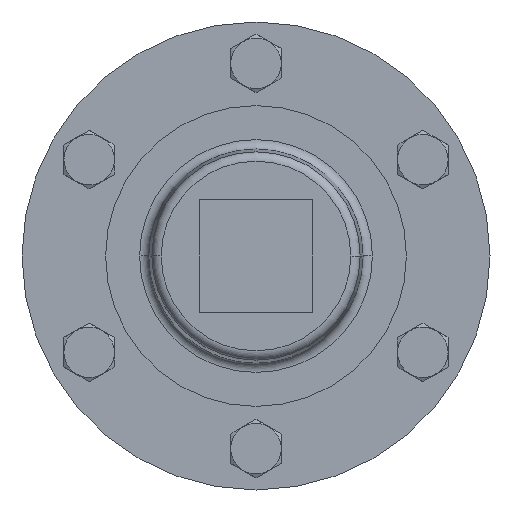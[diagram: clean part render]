
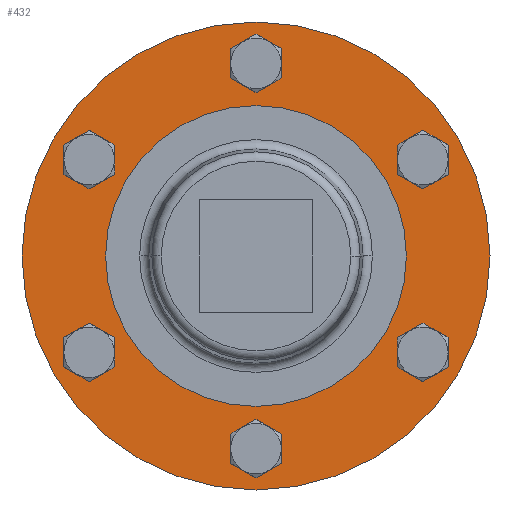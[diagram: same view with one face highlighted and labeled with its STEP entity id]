
A CAD part, left-side view. The second image highlights one B-rep face of the part: STEP entity #432.
In plain terms, the highlighted planar face has unit normal (-1, 0, 0).
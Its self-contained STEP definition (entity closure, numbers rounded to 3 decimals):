
#263=CARTESIAN_POINT('Vertex',(0.,124.5,0.)) ;
#266=CARTESIAN_POINT('Axis2P3D Location',(0.,0.,0.)) ;
#270=CARTESIAN_POINT('Vertex',(0.,-124.5,0.)) ;
#285=CARTESIAN_POINT('Axis2P3D Location',(0.,0.,0.)) ;
#297=CARTESIAN_POINT('Axis2P3D Location',(0.,0.,0.)) ;
#306=CARTESIAN_POINT('Axis2P3D Location',(0.,0.,0.)) ;
#310=CARTESIAN_POINT('Vertex',(0.,-80.,0.)) ;
#312=CARTESIAN_POINT('Vertex',(0.,80.,0.)) ;
#315=CARTESIAN_POINT('Axis2P3D Location',(0.,0.,0.)) ;
#324=CARTESIAN_POINT('Axis2P3D Location',(0.,0.,102.5)) ;
#328=CARTESIAN_POINT('Vertex',(0.,9.25,102.5)) ;
#330=CARTESIAN_POINT('Vertex',(0.,-9.25,102.5)) ;
#333=CARTESIAN_POINT('Axis2P3D Location',(0.,0.,102.5)) ;
#342=CARTESIAN_POINT('Axis2P3D Location',(0.,-88.768,51.25)) ;
#346=CARTESIAN_POINT('Vertex',(0.,-84.143,59.261)) ;
#348=CARTESIAN_POINT('Vertex',(0.,-93.393,43.239)) ;
#351=CARTESIAN_POINT('Axis2P3D Location',(0.,-88.768,51.25)) ;
#360=CARTESIAN_POINT('Axis2P3D Location',(0.,-88.768,-51.25)) ;
#364=CARTESIAN_POINT('Vertex',(0.,-93.393,-43.239)) ;
#366=CARTESIAN_POINT('Vertex',(0.,-84.143,-59.261)) ;
#369=CARTESIAN_POINT('Axis2P3D Location',(0.,-88.768,-51.25)) ;
#378=CARTESIAN_POINT('Axis2P3D Location',(0.,0.,-102.5)) ;
#382=CARTESIAN_POINT('Vertex',(0.,-9.25,-102.5)) ;
#384=CARTESIAN_POINT('Vertex',(0.,9.25,-102.5)) ;
#387=CARTESIAN_POINT('Axis2P3D Location',(0.,0.,-102.5)) ;
#396=CARTESIAN_POINT('Axis2P3D Location',(0.,88.768,-51.25)) ;
#400=CARTESIAN_POINT('Vertex',(0.,84.143,-59.261)) ;
#402=CARTESIAN_POINT('Vertex',(0.,93.393,-43.239)) ;
#405=CARTESIAN_POINT('Axis2P3D Location',(0.,88.768,-51.25)) ;
#414=CARTESIAN_POINT('Axis2P3D Location',(0.,88.768,51.25)) ;
#418=CARTESIAN_POINT('Vertex',(0.,84.143,59.261)) ;
#420=CARTESIAN_POINT('Vertex',(0.,93.393,43.239)) ;
#423=CARTESIAN_POINT('Axis2P3D Location',(0.,88.768,51.25)) ;
#267=DIRECTION('Axis2P3D Direction',(1.,0.,0.)) ;
#286=DIRECTION('Axis2P3D Direction',(1.,0.,0.)) ;
#298=DIRECTION('Axis2P3D Direction',(1.,0.,0.)) ;
#299=DIRECTION('Axis2P3D XDirection',(0.,1.,0.)) ;
#307=DIRECTION('Axis2P3D Direction',(1.,0.,0.)) ;
#316=DIRECTION('Axis2P3D Direction',(1.,0.,0.)) ;
#325=DIRECTION('Axis2P3D Direction',(1.,0.,0.)) ;
#334=DIRECTION('Axis2P3D Direction',(1.,0.,0.)) ;
#343=DIRECTION('Axis2P3D Direction',(1.,0.,0.)) ;
#352=DIRECTION('Axis2P3D Direction',(1.,0.,0.)) ;
#361=DIRECTION('Axis2P3D Direction',(1.,0.,0.)) ;
#370=DIRECTION('Axis2P3D Direction',(1.,0.,0.)) ;
#379=DIRECTION('Axis2P3D Direction',(1.,0.,0.)) ;
#388=DIRECTION('Axis2P3D Direction',(1.,0.,0.)) ;
#397=DIRECTION('Axis2P3D Direction',(1.,0.,0.)) ;
#406=DIRECTION('Axis2P3D Direction',(1.,0.,0.)) ;
#415=DIRECTION('Axis2P3D Direction',(1.,0.,0.)) ;
#424=DIRECTION('Axis2P3D Direction',(1.,0.,0.)) ;
#268=AXIS2_PLACEMENT_3D('Circle Axis2P3D',#266,#267,$) ;
#287=AXIS2_PLACEMENT_3D('Circle Axis2P3D',#285,#286,$) ;
#300=AXIS2_PLACEMENT_3D('Plane Axis2P3D',#297,#298,#299) ;
#308=AXIS2_PLACEMENT_3D('Circle Axis2P3D',#306,#307,$) ;
#317=AXIS2_PLACEMENT_3D('Circle Axis2P3D',#315,#316,$) ;
#326=AXIS2_PLACEMENT_3D('Circle Axis2P3D',#324,#325,$) ;
#335=AXIS2_PLACEMENT_3D('Circle Axis2P3D',#333,#334,$) ;
#344=AXIS2_PLACEMENT_3D('Circle Axis2P3D',#342,#343,$) ;
#353=AXIS2_PLACEMENT_3D('Circle Axis2P3D',#351,#352,$) ;
#362=AXIS2_PLACEMENT_3D('Circle Axis2P3D',#360,#361,$) ;
#371=AXIS2_PLACEMENT_3D('Circle Axis2P3D',#369,#370,$) ;
#380=AXIS2_PLACEMENT_3D('Circle Axis2P3D',#378,#379,$) ;
#389=AXIS2_PLACEMENT_3D('Circle Axis2P3D',#387,#388,$) ;
#398=AXIS2_PLACEMENT_3D('Circle Axis2P3D',#396,#397,$) ;
#407=AXIS2_PLACEMENT_3D('Circle Axis2P3D',#405,#406,$) ;
#416=AXIS2_PLACEMENT_3D('Circle Axis2P3D',#414,#415,$) ;
#425=AXIS2_PLACEMENT_3D('Circle Axis2P3D',#423,#424,$) ;
#303=ORIENTED_EDGE('',*,*,#289,.F.) ;
#304=ORIENTED_EDGE('',*,*,#272,.F.) ;
#321=ORIENTED_EDGE('',*,*,#314,.T.) ;
#322=ORIENTED_EDGE('',*,*,#319,.T.) ;
#339=ORIENTED_EDGE('',*,*,#332,.T.) ;
#340=ORIENTED_EDGE('',*,*,#337,.T.) ;
#357=ORIENTED_EDGE('',*,*,#350,.T.) ;
#358=ORIENTED_EDGE('',*,*,#355,.T.) ;
#375=ORIENTED_EDGE('',*,*,#368,.T.) ;
#376=ORIENTED_EDGE('',*,*,#373,.T.) ;
#393=ORIENTED_EDGE('',*,*,#386,.T.) ;
#394=ORIENTED_EDGE('',*,*,#391,.T.) ;
#411=ORIENTED_EDGE('',*,*,#404,.T.) ;
#412=ORIENTED_EDGE('',*,*,#409,.T.) ;
#429=ORIENTED_EDGE('',*,*,#422,.T.) ;
#430=ORIENTED_EDGE('',*,*,#427,.T.) ;
#323=FACE_BOUND('',#320,.T.) ;
#341=FACE_BOUND('',#338,.T.) ;
#359=FACE_BOUND('',#356,.T.) ;
#377=FACE_BOUND('',#374,.T.) ;
#395=FACE_BOUND('',#392,.T.) ;
#413=FACE_BOUND('',#410,.T.) ;
#431=FACE_BOUND('',#428,.T.) ;
#432=ADVANCED_FACE('',(#305,#323,#341,#359,#377,#395,#413,#431),#301,.F.) ;
#269=CIRCLE('generated circle',#268,124.5) ;
#288=CIRCLE('generated circle',#287,124.5) ;
#309=CIRCLE('generated circle',#308,80.) ;
#318=CIRCLE('generated circle',#317,80.) ;
#327=CIRCLE('generated circle',#326,9.25) ;
#336=CIRCLE('generated circle',#335,9.25) ;
#345=CIRCLE('generated circle',#344,9.25) ;
#354=CIRCLE('generated circle',#353,9.25) ;
#363=CIRCLE('generated circle',#362,9.25) ;
#372=CIRCLE('generated circle',#371,9.25) ;
#381=CIRCLE('generated circle',#380,9.25) ;
#390=CIRCLE('generated circle',#389,9.25) ;
#399=CIRCLE('generated circle',#398,9.25) ;
#408=CIRCLE('generated circle',#407,9.25) ;
#417=CIRCLE('generated circle',#416,9.25) ;
#426=CIRCLE('generated circle',#425,9.25) ;
#272=EDGE_CURVE('',#264,#271,#269,.T.) ;
#289=EDGE_CURVE('',#271,#264,#288,.T.) ;
#314=EDGE_CURVE('',#311,#313,#309,.T.) ;
#319=EDGE_CURVE('',#313,#311,#318,.T.) ;
#332=EDGE_CURVE('',#329,#331,#327,.T.) ;
#337=EDGE_CURVE('',#331,#329,#336,.T.) ;
#350=EDGE_CURVE('',#347,#349,#345,.T.) ;
#355=EDGE_CURVE('',#349,#347,#354,.T.) ;
#368=EDGE_CURVE('',#365,#367,#363,.T.) ;
#373=EDGE_CURVE('',#367,#365,#372,.T.) ;
#386=EDGE_CURVE('',#383,#385,#381,.T.) ;
#391=EDGE_CURVE('',#385,#383,#390,.T.) ;
#404=EDGE_CURVE('',#401,#403,#399,.T.) ;
#409=EDGE_CURVE('',#403,#401,#408,.T.) ;
#422=EDGE_CURVE('',#419,#421,#417,.T.) ;
#427=EDGE_CURVE('',#421,#419,#426,.T.) ;
#302=EDGE_LOOP('',(#303,#304)) ;
#320=EDGE_LOOP('',(#321,#322)) ;
#338=EDGE_LOOP('',(#339,#340)) ;
#356=EDGE_LOOP('',(#357,#358)) ;
#374=EDGE_LOOP('',(#375,#376)) ;
#392=EDGE_LOOP('',(#393,#394)) ;
#410=EDGE_LOOP('',(#411,#412)) ;
#428=EDGE_LOOP('',(#429,#430)) ;
#305=FACE_OUTER_BOUND('',#302,.T.) ;
#301=PLANE('Plane',#300) ;
#264=VERTEX_POINT('',#263) ;
#271=VERTEX_POINT('',#270) ;
#311=VERTEX_POINT('',#310) ;
#313=VERTEX_POINT('',#312) ;
#329=VERTEX_POINT('',#328) ;
#331=VERTEX_POINT('',#330) ;
#347=VERTEX_POINT('',#346) ;
#349=VERTEX_POINT('',#348) ;
#365=VERTEX_POINT('',#364) ;
#367=VERTEX_POINT('',#366) ;
#383=VERTEX_POINT('',#382) ;
#385=VERTEX_POINT('',#384) ;
#401=VERTEX_POINT('',#400) ;
#403=VERTEX_POINT('',#402) ;
#419=VERTEX_POINT('',#418) ;
#421=VERTEX_POINT('',#420) ;
